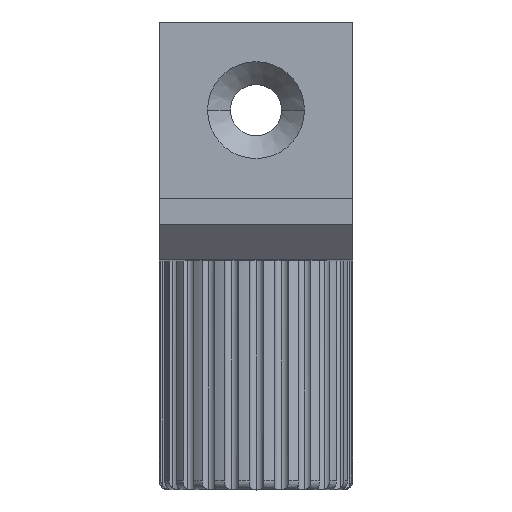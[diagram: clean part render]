
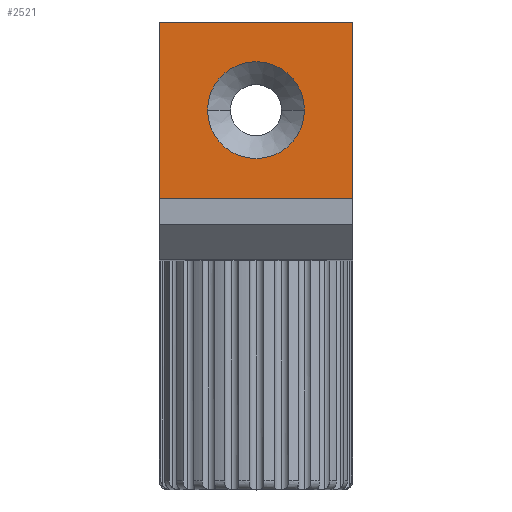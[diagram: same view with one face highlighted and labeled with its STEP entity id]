
A CAD part, top view. The second image highlights one B-rep face of the part: STEP entity #2521.
In plain terms, the highlighted planar face has unit normal (0, 0, 1).
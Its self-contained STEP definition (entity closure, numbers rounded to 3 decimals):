
#34 = ORIENTED_EDGE ( 'NONE', *, *, #2615, .T. ) ;
#35 = CARTESIAN_POINT ( 'NONE',  ( 5.5, 8.5, 36. ) ) ;
#77 = CARTESIAN_POINT ( 'NONE',  ( 0., 13.5, 36. ) ) ;
#175 = VERTEX_POINT ( 'NONE', #3332 ) ;
#247 = VERTEX_POINT ( 'NONE', #1230 ) ;
#430 = DIRECTION ( 'NONE',  ( 1., 0., 0. ) ) ;
#497 = DIRECTION ( 'NONE',  ( 1., 0., 0. ) ) ;
#588 = VERTEX_POINT ( 'NONE', #2230 ) ;
#628 = LINE ( 'NONE', #3553, #2490 ) ;
#789 = CARTESIAN_POINT ( 'NONE',  ( 0., 0., 36. ) ) ;
#950 = AXIS2_PLACEMENT_3D ( 'NONE', #35, #1930, #2749 ) ;
#1000 = EDGE_CURVE ( 'NONE', #175, #1709, #1734, .T. ) ;
#1004 = EDGE_LOOP ( 'NONE', ( #2246, #3330 ) ) ;
#1106 = VECTOR ( 'NONE', #1175, 1000. ) ;
#1117 = VECTOR ( 'NONE', #2928, 1000. ) ;
#1175 = DIRECTION ( 'NONE',  ( 0., -1., 0. ) ) ;
#1180 = EDGE_CURVE ( 'NONE', #2872, #247, #2626, .T. ) ;
#1230 = CARTESIAN_POINT ( 'NONE',  ( 8.25, 8.5, 36. ) ) ;
#1322 = LINE ( 'NONE', #2670, #2658 ) ;
#1403 = ORIENTED_EDGE ( 'NONE', *, *, #2663, .T. ) ;
#1445 = AXIS2_PLACEMENT_3D ( 'NONE', #789, #2740, #1952 ) ;
#1709 = VERTEX_POINT ( 'NONE', #1769 ) ;
#1734 = LINE ( 'NONE', #3494, #1117 ) ;
#1769 = CARTESIAN_POINT ( 'NONE',  ( 0., 13.5, 36. ) ) ;
#1846 = LINE ( 'NONE', #77, #1106 ) ;
#1899 = PLANE ( 'NONE',  #1445 ) ;
#1930 = DIRECTION ( 'NONE',  ( 0., 0., 1. ) ) ;
#1952 = DIRECTION ( 'NONE',  ( 1., 0., 0. ) ) ;
#2118 = ORIENTED_EDGE ( 'NONE', *, *, #2950, .T. ) ;
#2174 = EDGE_LOOP ( 'NONE', ( #1403, #2118, #34, #3116 ) ) ;
#2230 = CARTESIAN_POINT ( 'NONE',  ( 0., 3.5, 36. ) ) ;
#2246 = ORIENTED_EDGE ( 'NONE', *, *, #3113, .F. ) ;
#2392 = CIRCLE ( 'NONE', #950, 2.75 ) ;
#2398 = FACE_OUTER_BOUND ( 'NONE', #2174, .T. ) ;
#2474 = CARTESIAN_POINT ( 'NONE',  ( 5.5, 8.5, 36. ) ) ;
#2490 = VECTOR ( 'NONE', #2778, 1000. ) ;
#2521 = ADVANCED_FACE ( 'NONE', ( #2914, #2398 ), #1899, .T. ) ;
#2615 = EDGE_CURVE ( 'NONE', #2816, #175, #628, .T. ) ;
#2626 = CIRCLE ( 'NONE', #2834, 2.75 ) ;
#2658 = VECTOR ( 'NONE', #430, 1000. ) ;
#2663 = EDGE_CURVE ( 'NONE', #1709, #588, #1846, .T. ) ;
#2670 = CARTESIAN_POINT ( 'NONE',  ( 0., 3.5, 36. ) ) ;
#2740 = DIRECTION ( 'NONE',  ( 0., 0., 1. ) ) ;
#2749 = DIRECTION ( 'NONE',  ( 1., 0., 0. ) ) ;
#2778 = DIRECTION ( 'NONE',  ( 0., 1., 0. ) ) ;
#2816 = VERTEX_POINT ( 'NONE', #3386 ) ;
#2834 = AXIS2_PLACEMENT_3D ( 'NONE', #2474, #3263, #497 ) ;
#2872 = VERTEX_POINT ( 'NONE', #3456 ) ;
#2914 = FACE_BOUND ( 'NONE', #1004, .T. ) ;
#2928 = DIRECTION ( 'NONE',  ( -1., 0., 0. ) ) ;
#2950 = EDGE_CURVE ( 'NONE', #588, #2816, #1322, .T. ) ;
#3113 = EDGE_CURVE ( 'NONE', #247, #2872, #2392, .T. ) ;
#3116 = ORIENTED_EDGE ( 'NONE', *, *, #1000, .T. ) ;
#3263 = DIRECTION ( 'NONE',  ( 0., 0., 1. ) ) ;
#3330 = ORIENTED_EDGE ( 'NONE', *, *, #1180, .F. ) ;
#3332 = CARTESIAN_POINT ( 'NONE',  ( 11., 13.5, 36. ) ) ;
#3386 = CARTESIAN_POINT ( 'NONE',  ( 11., 3.5, 36. ) ) ;
#3456 = CARTESIAN_POINT ( 'NONE',  ( 2.75, 8.5, 36. ) ) ;
#3494 = CARTESIAN_POINT ( 'NONE',  ( 0., 13.5, 36. ) ) ;
#3553 = CARTESIAN_POINT ( 'NONE',  ( 11., 13.5, 36. ) ) ;
